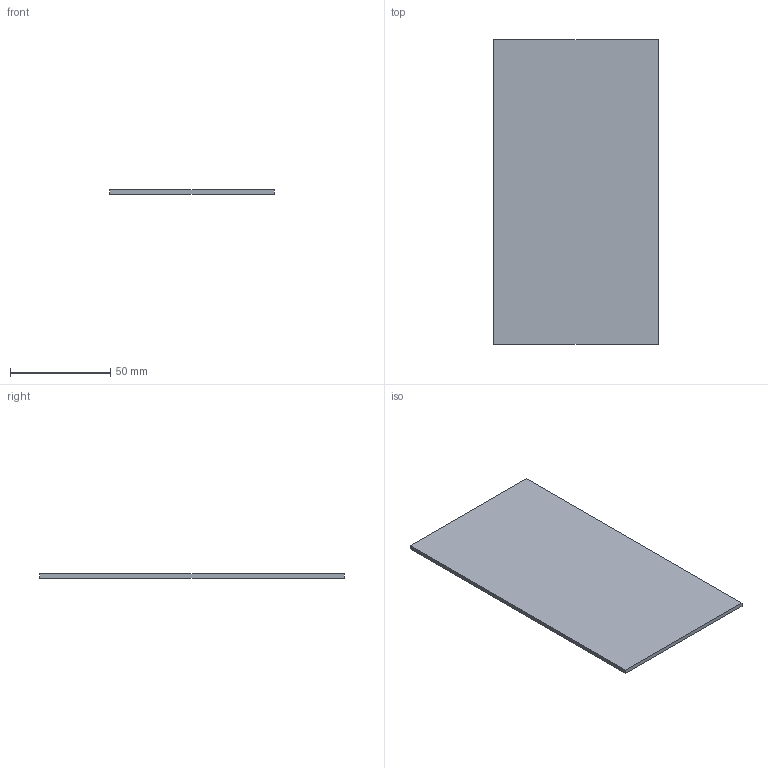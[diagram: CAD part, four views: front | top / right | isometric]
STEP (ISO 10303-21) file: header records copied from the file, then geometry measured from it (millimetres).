
FILE_DESCRIPTION(('WelSim Geometry'),'2;1');
FILE_NAME( 'Geom18.step', '2023-02-21T09:40:07',('WELSIM'),('WelSimulation LLC'), 'Open CASCADE STEP processor 7.5','WelSim25','Unknown');
FILE_SCHEMA(('AUTOMOTIVE_DESIGN { 1 0 10303 214 1 1 1 1 }'));
Length unit declared in the file: millimetre
Products named in the file (1): Part 2
Bounding box: 82 x 152 x 2 mm (x, y, z)
Volume: 24928 mm3; surface area: 25864 mm2
Topology: 1 solids, 1 shells, 6 faces, 12 edges, 8 vertices
Faces by surface type: plane 6
Entity records: 322 total; most frequent: CARTESIAN_POINT 51, DIRECTION 50, LINE 36, VECTOR 36, ORIENTED_EDGE 24, PCURVE 24, DEFINITIONAL_REPRESENTATION 24, EDGE_CURVE 12
